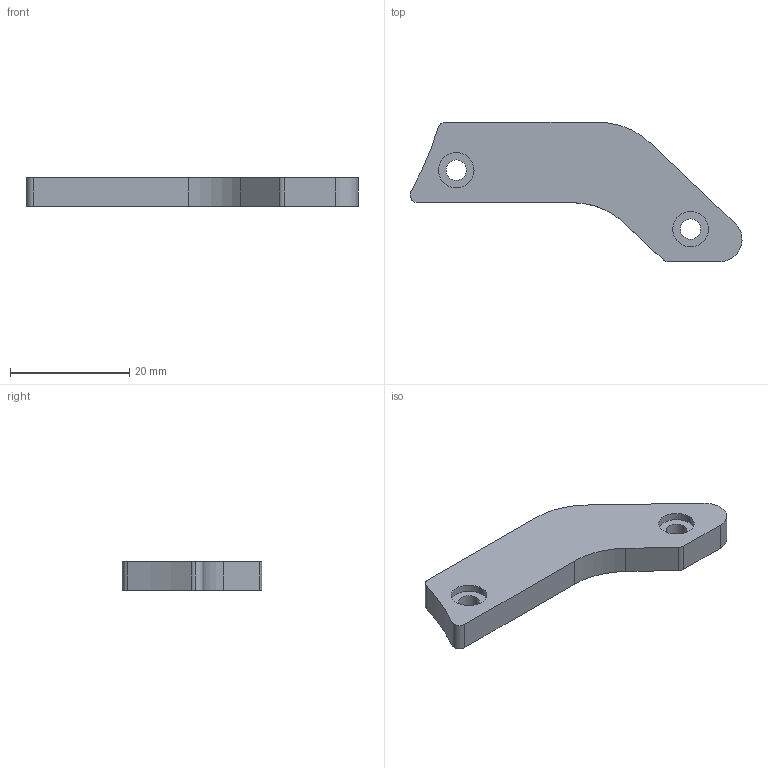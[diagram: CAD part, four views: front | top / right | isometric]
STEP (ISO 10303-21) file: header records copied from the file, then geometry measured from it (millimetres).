
FILE_DESCRIPTION (( 'STEP AP214' ), '1' );
FILE_NAME ('Left Wheel Support.STEP', '2020-05-22T18:04:25', ( 'John' ), ( 'Not Good' ), 'SwSTEP 2.0', 'SolidWorks 2008', '' );
FILE_SCHEMA (( 'AUTOMOTIVE_DESIGN' ));
Length unit declared in the file: inch
Products named in the file (1): Left Wheel Support
Bounding box: 55.73 x 23.41 x 4.76 mm (x, y, z)
Volume: 3241.2 mm3; surface area: 2222.6 mm2
Topology: 1 solids, 1 shells, 28 faces, 69 edges, 46 vertices
Faces by surface type: cylinder 18, plane 10
Entity records: 884 total; most frequent: DIRECTION 163, CARTESIAN_POINT 144, ORIENTED_EDGE 138, EDGE_CURVE 69, AXIS2_PLACEMENT_3D 65, VERTEX_POINT 46, CIRCLE 36, EDGE_LOOP 35
